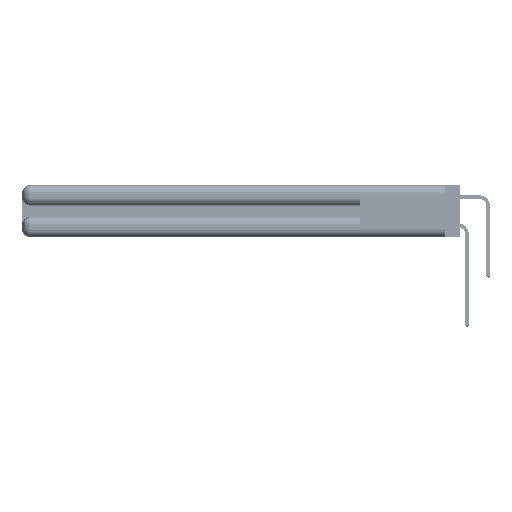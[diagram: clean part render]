
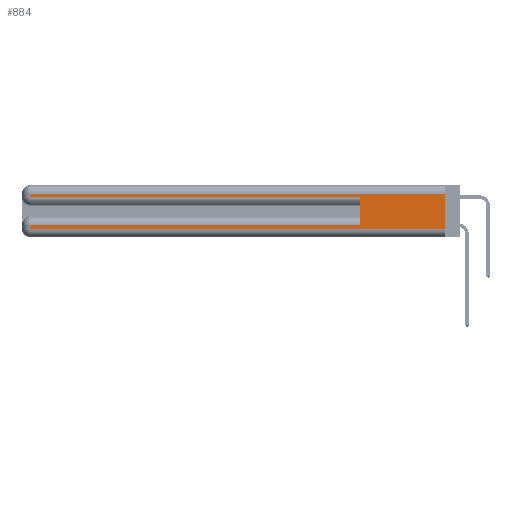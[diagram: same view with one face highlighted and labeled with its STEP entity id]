
A CAD part, left-side view. The second image highlights one B-rep face of the part: STEP entity #884.
In plain terms, the highlighted planar face has unit normal (-1, 0, 0).
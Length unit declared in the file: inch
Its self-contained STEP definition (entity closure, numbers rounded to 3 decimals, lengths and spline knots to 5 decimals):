
#884 = ADVANCED_FACE ( 'NONE', ( #37151 ), #44657, .F. ) ;
#904 = DIRECTION ( 'NONE',  ( 0., 0., -1. ) ) ;
#1071 = VERTEX_POINT ( 'NONE', #50801 ) ;
#1950 = CARTESIAN_POINT ( 'NONE',  ( 0., 2.94, 0.37 ) ) ;
#2365 = VERTEX_POINT ( 'NONE', #13434 ) ;
#3025 = DIRECTION ( 'NONE',  ( 0., -1., 0. ) ) ;
#4994 = CARTESIAN_POINT ( 'NONE',  ( 0., 0., 0.37 ) ) ;
#5193 = EDGE_CURVE ( 'NONE', #5527, #33207, #44621, .T. ) ;
#5482 = LINE ( 'NONE', #32849, #50894 ) ;
#5527 = VERTEX_POINT ( 'NONE', #40767 ) ;
#6571 = ORIENTED_EDGE ( 'NONE', *, *, #41424, .T. ) ;
#8151 = VECTOR ( 'NONE', #28918, 39.37008 ) ;
#8200 = EDGE_CURVE ( 'NONE', #2365, #39674, #5482, .T. ) ;
#13434 = CARTESIAN_POINT ( 'NONE',  ( 0., 2.94, 0.31 ) ) ;
#13897 = LINE ( 'NONE', #1950, #31595 ) ;
#15037 = VECTOR ( 'NONE', #45824, 39.37008 ) ;
#18506 = EDGE_LOOP ( 'NONE', ( #47742, #6571, #20710, #35918, #21999, #19256, #21060, #52076 ) ) ;
#19224 = DIRECTION ( 'NONE',  ( 0., -1., 0. ) ) ;
#19256 = ORIENTED_EDGE ( 'NONE', *, *, #23052, .T. ) ;
#20710 = ORIENTED_EDGE ( 'NONE', *, *, #8200, .T. ) ;
#21060 = ORIENTED_EDGE ( 'NONE', *, *, #43425, .T. ) ;
#21611 = LINE ( 'NONE', #56150, #8151 ) ;
#21999 = ORIENTED_EDGE ( 'NONE', *, *, #44259, .F. ) ;
#22069 = DIRECTION ( 'NONE',  ( 1., 0., 0. ) ) ;
#23052 = EDGE_CURVE ( 'NONE', #34442, #53571, #44484, .T. ) ;
#25626 = CARTESIAN_POINT ( 'NONE',  ( 0., 0., 0.285 ) ) ;
#27070 = AXIS2_PLACEMENT_3D ( 'NONE', #49220, #22069, #53019 ) ;
#28918 = DIRECTION ( 'NONE',  ( 0., 0., 1. ) ) ;
#31595 = VECTOR ( 'NONE', #38835, 39.37008 ) ;
#32569 = VECTOR ( 'NONE', #19224, 39.37008 ) ;
#32849 = CARTESIAN_POINT ( 'NONE',  ( 0., 2.94, 0.37 ) ) ;
#33185 = VECTOR ( 'NONE', #46759, 39.37008 ) ;
#33207 = VERTEX_POINT ( 'NONE', #57462 ) ;
#34252 = LINE ( 'NONE', #25626, #44239 ) ;
#34442 = VERTEX_POINT ( 'NONE', #52059 ) ;
#34460 = EDGE_CURVE ( 'NONE', #39674, #1071, #34252, .T. ) ;
#34549 = DIRECTION ( 'NONE',  ( 0., 1., 0. ) ) ;
#35918 = ORIENTED_EDGE ( 'NONE', *, *, #34460, .T. ) ;
#37151 = FACE_OUTER_BOUND ( 'NONE', #18506, .T. ) ;
#37688 = LINE ( 'NONE', #4994, #15037 ) ;
#38835 = DIRECTION ( 'NONE',  ( 0., 0., -1. ) ) ;
#39674 = VERTEX_POINT ( 'NONE', #45393 ) ;
#40767 = CARTESIAN_POINT ( 'NONE',  ( 0., 2.94, 0.06 ) ) ;
#41424 = EDGE_CURVE ( 'NONE', #47373, #2365, #58040, .T. ) ;
#41523 = CARTESIAN_POINT ( 'NONE',  ( 0., 2.94, 0.085 ) ) ;
#41978 = CARTESIAN_POINT ( 'NONE',  ( 0., 0., 0.31 ) ) ;
#43425 = EDGE_CURVE ( 'NONE', #53571, #5527, #13897, .T. ) ;
#44239 = VECTOR ( 'NONE', #3025, 39.37008 ) ;
#44259 = EDGE_CURVE ( 'NONE', #34442, #1071, #21611, .T. ) ;
#44484 = LINE ( 'NONE', #57806, #52302 ) ;
#44621 = LINE ( 'NONE', #46139, #32569 ) ;
#44657 = PLANE ( 'NONE',  #27070 ) ;
#45393 = CARTESIAN_POINT ( 'NONE',  ( 0., 2.94, 0.285 ) ) ;
#45824 = DIRECTION ( 'NONE',  ( 0., 0., -1. ) ) ;
#46139 = CARTESIAN_POINT ( 'NONE',  ( 0., 0., 0.06 ) ) ;
#46759 = DIRECTION ( 'NONE',  ( 0., 1., 0. ) ) ;
#47373 = VERTEX_POINT ( 'NONE', #41978 ) ;
#47742 = ORIENTED_EDGE ( 'NONE', *, *, #51002, .F. ) ;
#49220 = CARTESIAN_POINT ( 'NONE',  ( 0., 0., 0.37 ) ) ;
#50801 = CARTESIAN_POINT ( 'NONE',  ( 0., 0.6, 0.285 ) ) ;
#50894 = VECTOR ( 'NONE', #904, 39.37008 ) ;
#51002 = EDGE_CURVE ( 'NONE', #47373, #33207, #37688, .T. ) ;
#52059 = CARTESIAN_POINT ( 'NONE',  ( 0., 0.6, 0.085 ) ) ;
#52076 = ORIENTED_EDGE ( 'NONE', *, *, #5193, .T. ) ;
#52302 = VECTOR ( 'NONE', #34549, 39.37008 ) ;
#53019 = DIRECTION ( 'NONE',  ( 0., 0., -1. ) ) ;
#53571 = VERTEX_POINT ( 'NONE', #41523 ) ;
#56150 = CARTESIAN_POINT ( 'NONE',  ( 0., 0.6, 0.145 ) ) ;
#56330 = CARTESIAN_POINT ( 'NONE',  ( 0., 0., 0.31 ) ) ;
#57462 = CARTESIAN_POINT ( 'NONE',  ( 0., 0., 0.06 ) ) ;
#57806 = CARTESIAN_POINT ( 'NONE',  ( 0., 0., 0.085 ) ) ;
#58040 = LINE ( 'NONE', #56330, #33185 ) ;
